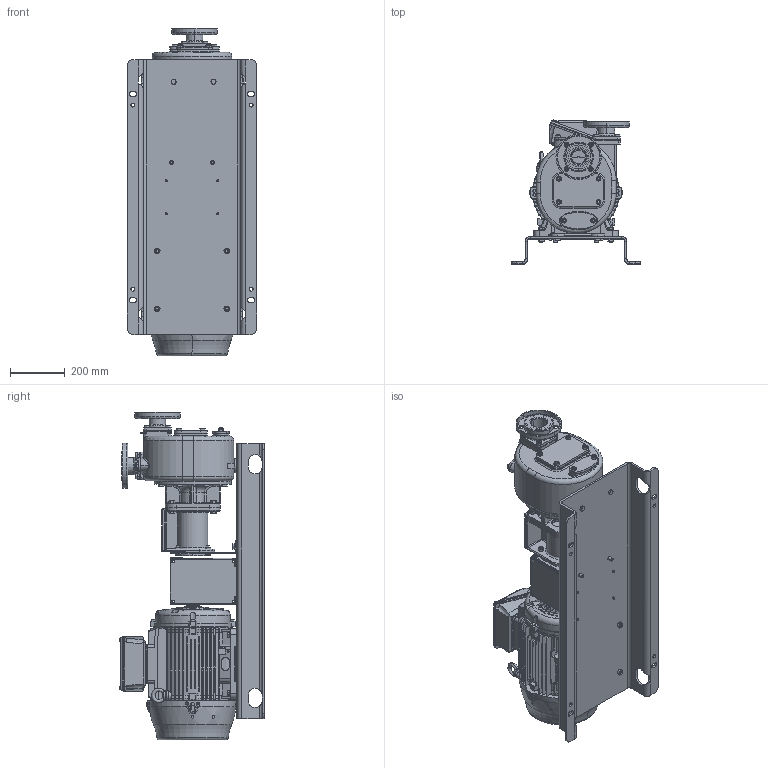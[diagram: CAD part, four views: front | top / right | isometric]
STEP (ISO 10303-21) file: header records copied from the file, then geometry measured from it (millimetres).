
FILE_DESCRIPTION((''),'2;1');
FILE_NAME('S_69_K_B_FIT_SW0001','2016-07-07T',('Nicola'),(''),'CREO PARAMETRIC BY PTC INC, 2015290','CREO PARAMETRIC BY PTC INC, 2015290','');
FILE_SCHEMA(('CONFIG_CONTROL_DESIGN'));
Products named in the file (1): S_69_K_B_FIT_SW0001
Bounding box: 470 x 526.26 x 1191.85 mm (x, y, z)
Volume: 58129918.6 mm3; surface area: 4271065.7 mm2
Topology: 6 solids, 9 shells, 5255 faces, 13478 edges, 8479 vertices
Faces by surface type: plane 2537, cylinder 1209, cone 1028, bspline 269, torus 178, extrusion 12, revolution 12, sphere 10
Entity records: 214303 total; most frequent: CARTESIAN_POINT 89587, ORIENTED_EDGE 26886, DIRECTION 24403, EDGE_CURVE 13443, AXIS2_PLACEMENT_3D 8823, VERTEX_POINT 8479, VECTOR 6745, LINE 6733
